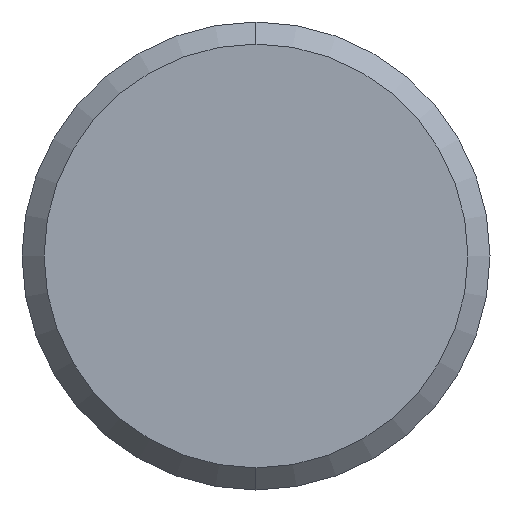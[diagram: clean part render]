
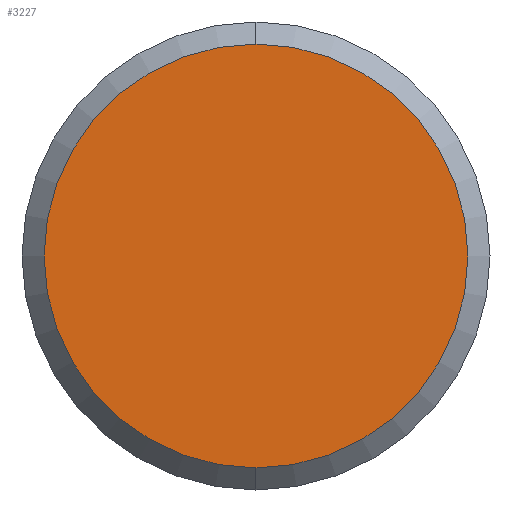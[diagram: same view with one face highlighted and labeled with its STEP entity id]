
A CAD part, left-side view. The second image highlights one B-rep face of the part: STEP entity #3227.
In plain terms, the highlighted planar face has unit normal (-1, 0, 0).
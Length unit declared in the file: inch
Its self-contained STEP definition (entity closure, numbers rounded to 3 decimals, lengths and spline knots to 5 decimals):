
#40 = CIRCLE ( 'NONE', #3210, 0.32087 ) ;
#245 = CIRCLE ( 'NONE', #3188, 0.32087 ) ;
#271 = CARTESIAN_POINT ( 'NONE',  ( -0.1811, 0.31693, 0. ) ) ;
#519 = DIRECTION ( 'NONE',  ( 0., 0., -1. ) ) ;
#898 = EDGE_LOOP ( 'NONE', ( #1752, #1723 ) ) ;
#957 = EDGE_CURVE ( 'NONE', #2405, #1423, #40, .T. ) ;
#1259 = CARTESIAN_POINT ( 'NONE',  ( -0.1811, 0., 0. ) ) ;
#1286 = DIRECTION ( 'NONE',  ( 0., 0., -1. ) ) ;
#1423 = VERTEX_POINT ( 'NONE', #2889 ) ;
#1472 = EDGE_CURVE ( 'NONE', #1423, #2405, #245, .T. ) ;
#1723 = ORIENTED_EDGE ( 'NONE', *, *, #1472, .F. ) ;
#1752 = ORIENTED_EDGE ( 'NONE', *, *, #957, .F. ) ;
#1829 = DIRECTION ( 'NONE',  ( 1., 0., 0. ) ) ;
#2336 = DIRECTION ( 'NONE',  ( 0., 0., -1. ) ) ;
#2368 = CARTESIAN_POINT ( 'NONE',  ( -0.1811, 0., -0.32087 ) ) ;
#2392 = FACE_OUTER_BOUND ( 'NONE', #898, .T. ) ;
#2405 = VERTEX_POINT ( 'NONE', #2368 ) ;
#2431 = DIRECTION ( 'NONE',  ( 1., 0., 0. ) ) ;
#2889 = CARTESIAN_POINT ( 'NONE',  ( -0.1811, 0., 0.32087 ) ) ;
#2957 = PLANE ( 'NONE',  #3393 ) ;
#3153 = DIRECTION ( 'NONE',  ( 1., 0., 0. ) ) ;
#3188 = AXIS2_PLACEMENT_3D ( 'NONE', #3438, #1829, #1286 ) ;
#3210 = AXIS2_PLACEMENT_3D ( 'NONE', #1259, #3153, #2336 ) ;
#3227 = ADVANCED_FACE ( 'NONE', ( #2392 ), #2957, .F. ) ;
#3393 = AXIS2_PLACEMENT_3D ( 'NONE', #271, #2431, #519 ) ;
#3438 = CARTESIAN_POINT ( 'NONE',  ( -0.1811, 0., 0. ) ) ;
